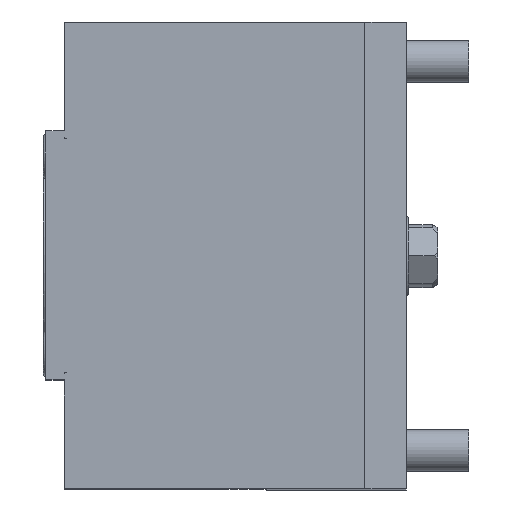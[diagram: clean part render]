
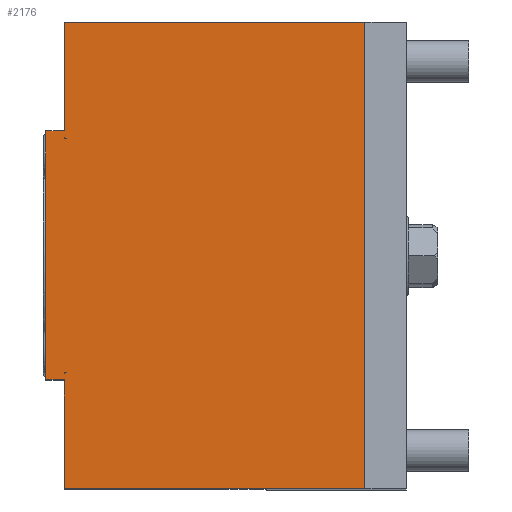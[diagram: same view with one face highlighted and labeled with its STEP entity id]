
A CAD part, top view. The second image highlights one B-rep face of the part: STEP entity #2176.
In plain terms, the highlighted planar face has unit normal (0, 0, 1).
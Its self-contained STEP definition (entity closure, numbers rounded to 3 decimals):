
#223=DIRECTION('',(-1.,0.,0.));
#224=VECTOR('',#223,58.);
#225=CARTESIAN_POINT('',(-8.,45.,84.));
#226=LINE('',#225,#224);
#235=DIRECTION('',(1.,0.,0.));
#236=VECTOR('',#235,3.5);
#237=CARTESIAN_POINT('',(-69.5,24.,84.));
#238=LINE('',#237,#236);
#239=DIRECTION('',(0.,-1.,0.));
#240=VECTOR('',#239,90.);
#241=CARTESIAN_POINT('',(-8.,45.,84.));
#242=LINE('',#241,#240);
#243=DIRECTION('',(-1.,0.,0.));
#244=VECTOR('',#243,58.);
#245=CARTESIAN_POINT('',(-8.,-45.,84.));
#246=LINE('',#245,#244);
#247=DIRECTION('',(-0.866,-0.5,0.));
#248=VECTOR('',#247,0.462);
#249=CARTESIAN_POINT('',(-65.6,-22.5,84.));
#250=LINE('',#249,#248);
#251=DIRECTION('',(0.,-1.,0.));
#252=VECTOR('',#251,0.231);
#253=CARTESIAN_POINT('',(-66.,-22.5,84.));
#254=LINE('',#253,#252);
#255=DIRECTION('',(0.866,-0.5,0.));
#256=VECTOR('',#255,0.462);
#257=CARTESIAN_POINT('',(-66.,22.731,84.));
#258=LINE('',#257,#256);
#259=DIRECTION('',(0.,-1.,0.));
#260=VECTOR('',#259,0.231);
#261=CARTESIAN_POINT('',(-66.,22.731,84.));
#262=LINE('',#261,#260);
#263=DIRECTION('',(1.,0.,0.));
#264=VECTOR('',#263,0.4);
#265=CARTESIAN_POINT('',(-66.,22.5,84.));
#266=LINE('',#265,#264);
#271=DIRECTION('',(0.,1.,0.));
#272=VECTOR('',#271,21.);
#273=CARTESIAN_POINT('',(-66.,-45.,84.));
#274=LINE('',#273,#272);
#300=DIRECTION('',(1.,0.,0.));
#301=VECTOR('',#300,3.5);
#302=CARTESIAN_POINT('',(-69.5,-24.,84.));
#303=LINE('',#302,#301);
#412=DIRECTION('',(0.,1.,0.));
#413=VECTOR('',#412,21.);
#414=CARTESIAN_POINT('',(-66.,24.,84.));
#415=LINE('',#414,#413);
#461=DIRECTION('',(0.,-1.,0.));
#462=VECTOR('',#461,48.);
#463=CARTESIAN_POINT('',(-69.5,24.,84.));
#464=LINE('',#463,#462);
#881=DIRECTION('',(1.,0.,0.));
#882=VECTOR('',#881,0.4);
#883=CARTESIAN_POINT('',(-66.,-22.5,84.));
#884=LINE('',#883,#882);
#1522=CARTESIAN_POINT('',(-66.,-45.,84.));
#1524=VERTEX_POINT('',#1522);
#1525=CARTESIAN_POINT('',(-66.,45.,84.));
#1527=VERTEX_POINT('',#1525);
#1538=CARTESIAN_POINT('',(-8.,-45.,84.));
#1540=VERTEX_POINT('',#1538);
#1541=CARTESIAN_POINT('',(-8.,45.,84.));
#1542=VERTEX_POINT('',#1541);
#1573=CARTESIAN_POINT('',(-69.5,-24.,84.));
#1575=VERTEX_POINT('',#1573);
#1579=CARTESIAN_POINT('',(-69.5,24.,84.));
#1580=VERTEX_POINT('',#1579);
#1581=CARTESIAN_POINT('',(-66.,-22.5,84.));
#1583=VERTEX_POINT('',#1581);
#1586=CARTESIAN_POINT('',(-66.,22.5,84.));
#1588=VERTEX_POINT('',#1586);
#1601=CARTESIAN_POINT('',(-66.,-24.,84.));
#1603=VERTEX_POINT('',#1601);
#1611=CARTESIAN_POINT('',(-66.,24.,84.));
#1612=VERTEX_POINT('',#1611);
#1633=CARTESIAN_POINT('',(-66.,-22.731,84.));
#1634=VERTEX_POINT('',#1633);
#1635=CARTESIAN_POINT('',(-65.6,-22.5,84.));
#1636=VERTEX_POINT('',#1635);
#1637=CARTESIAN_POINT('',(-66.,22.731,84.));
#1638=VERTEX_POINT('',#1637);
#1639=CARTESIAN_POINT('',(-65.6,22.5,84.));
#1640=VERTEX_POINT('',#1639);
#2140=CARTESIAN_POINT('',(0.,-45.,84.));
#2141=DIRECTION('',(0.,0.,1.));
#2142=DIRECTION('',(0.,1.,0.));
#2143=AXIS2_PLACEMENT_3D('',#2140,#2141,#2142);
#2144=PLANE('',#2143);
#2146=ORIENTED_EDGE('',*,*,#2145,.T.);
#2148=ORIENTED_EDGE('',*,*,#2147,.F.);
#2150=ORIENTED_EDGE('',*,*,#2149,.F.);
#2152=ORIENTED_EDGE('',*,*,#2151,.T.);
#2154=ORIENTED_EDGE('',*,*,#2153,.T.);
#2155=ORIENTED_EDGE('',*,*,#2127,.F.);
#2156=ORIENTED_EDGE('',*,*,#1993,.T.);
#2157=ORIENTED_EDGE('',*,*,#2018,.T.);
#2158=EDGE_LOOP('',(#2146,#2148,#2150,#2152,#2154,#2155,#2156,#2157));
#2159=FACE_OUTER_BOUND('',#2158,.F.);
#2161=ORIENTED_EDGE('',*,*,#2160,.F.);
#2163=ORIENTED_EDGE('',*,*,#2162,.F.);
#2165=ORIENTED_EDGE('',*,*,#2164,.T.);
#2166=EDGE_LOOP('',(#2161,#2163,#2165));
#2167=FACE_BOUND('',#2166,.F.);
#2169=ORIENTED_EDGE('',*,*,#2168,.F.);
#2171=ORIENTED_EDGE('',*,*,#2170,.T.);
#2173=ORIENTED_EDGE('',*,*,#2172,.T.);
#2174=EDGE_LOOP('',(#2169,#2171,#2173));
#2175=FACE_BOUND('',#2174,.F.);
#2176=ADVANCED_FACE('',(#2159,#2167,#2175),#2144,.T.);
#1993=EDGE_CURVE('',#1542,#1540,#242,.T.);
#2018=EDGE_CURVE('',#1540,#1524,#246,.T.);
#2127=EDGE_CURVE('',#1542,#1527,#226,.T.);
#2145=EDGE_CURVE('',#1524,#1603,#274,.T.);
#2147=EDGE_CURVE('',#1575,#1603,#303,.T.);
#2149=EDGE_CURVE('',#1580,#1575,#464,.T.);
#2151=EDGE_CURVE('',#1580,#1612,#238,.T.);
#2153=EDGE_CURVE('',#1612,#1527,#415,.T.);
#2160=EDGE_CURVE('',#1636,#1634,#250,.T.);
#2162=EDGE_CURVE('',#1583,#1636,#884,.T.);
#2164=EDGE_CURVE('',#1583,#1634,#254,.T.);
#2168=EDGE_CURVE('',#1638,#1640,#258,.T.);
#2170=EDGE_CURVE('',#1638,#1588,#262,.T.);
#2172=EDGE_CURVE('',#1588,#1640,#266,.T.);
